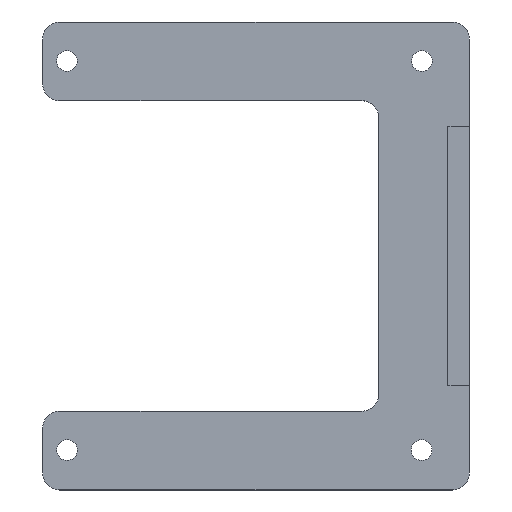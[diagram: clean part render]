
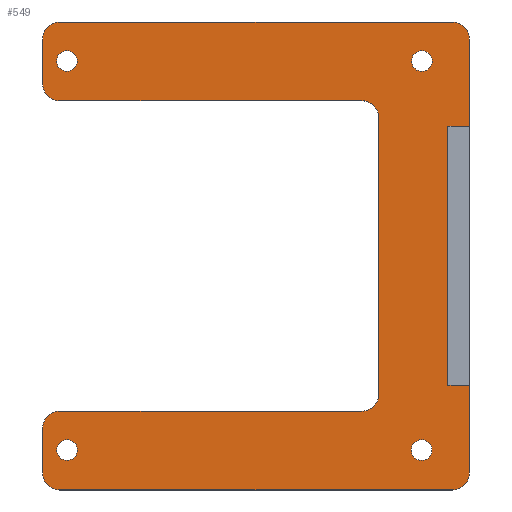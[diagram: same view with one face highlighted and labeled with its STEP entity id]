
A CAD part, top view. The second image highlights one B-rep face of the part: STEP entity #549.
In plain terms, the highlighted planar face has unit normal (0, 0, 1).
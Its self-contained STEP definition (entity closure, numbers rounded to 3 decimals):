
#19=FACE_BOUND('',#86,.T.);
#20=FACE_BOUND('',#87,.T.);
#21=FACE_BOUND('',#88,.T.);
#22=FACE_BOUND('',#89,.T.);
#31=PLANE('',#599);
#53=FACE_OUTER_BOUND('',#85,.T.);
#85=EDGE_LOOP('',(#431,#432,#433,#434,#435,#436,#437,#438,#439,#440,#441,
#442,#443,#444,#445,#446,#447,#448,#449,#450));
#86=EDGE_LOOP('',(#451));
#87=EDGE_LOOP('',(#452));
#88=EDGE_LOOP('',(#453));
#89=EDGE_LOOP('',(#454));
#117=LINE('',#826,#167);
#127=LINE('',#863,#177);
#131=LINE('',#874,#181);
#132=LINE('',#877,#182);
#133=LINE('',#881,#183);
#134=LINE('',#885,#184);
#135=LINE('',#887,#185);
#136=LINE('',#889,#186);
#137=LINE('',#891,#187);
#138=LINE('',#893,#188);
#139=LINE('',#897,#189);
#140=LINE('',#900,#190);
#167=VECTOR('',#665,10.);
#177=VECTOR('',#697,10.);
#181=VECTOR('',#711,10.);
#182=VECTOR('',#714,10.);
#183=VECTOR('',#717,10.);
#184=VECTOR('',#720,10.);
#185=VECTOR('',#721,10.);
#186=VECTOR('',#722,10.);
#187=VECTOR('',#723,10.);
#188=VECTOR('',#724,10.);
#189=VECTOR('',#727,10.);
#190=VECTOR('',#730,10.);
#209=CIRCLE('',#568,2.4);
#211=CIRCLE('',#571,2.4);
#213=CIRCLE('',#574,2.4);
#215=CIRCLE('',#577,2.4);
#217=CIRCLE('',#580,4.);
#226=CIRCLE('',#592,4.);
#227=CIRCLE('',#595,4.);
#228=CIRCLE('',#597,4.);
#229=CIRCLE('',#600,4.);
#230=CIRCLE('',#601,4.);
#231=CIRCLE('',#602,4.);
#232=CIRCLE('',#603,4.);
#237=VERTEX_POINT('',#789);
#239=VERTEX_POINT('',#795);
#241=VERTEX_POINT('',#801);
#243=VERTEX_POINT('',#807);
#245=VERTEX_POINT('',#813);
#246=VERTEX_POINT('',#814);
#250=VERTEX_POINT('',#824);
#264=VERTEX_POINT('',#856);
#265=VERTEX_POINT('',#858);
#266=VERTEX_POINT('',#862);
#267=VERTEX_POINT('',#866);
#268=VERTEX_POINT('',#870);
#269=VERTEX_POINT('',#876);
#270=VERTEX_POINT('',#878);
#271=VERTEX_POINT('',#880);
#272=VERTEX_POINT('',#882);
#273=VERTEX_POINT('',#884);
#274=VERTEX_POINT('',#886);
#275=VERTEX_POINT('',#888);
#276=VERTEX_POINT('',#890);
#277=VERTEX_POINT('',#892);
#278=VERTEX_POINT('',#894);
#279=VERTEX_POINT('',#896);
#280=VERTEX_POINT('',#898);
#289=EDGE_CURVE('',#237,#237,#209,.T.);
#292=EDGE_CURVE('',#239,#239,#211,.T.);
#295=EDGE_CURVE('',#241,#241,#213,.T.);
#298=EDGE_CURVE('',#243,#243,#215,.T.);
#301=EDGE_CURVE('',#245,#246,#217,.T.);
#307=EDGE_CURVE('',#245,#250,#117,.T.);
#323=EDGE_CURVE('',#264,#265,#226,.T.);
#325=EDGE_CURVE('',#266,#265,#127,.T.);
#327=EDGE_CURVE('',#267,#250,#227,.T.);
#329=EDGE_CURVE('',#266,#268,#228,.T.);
#331=EDGE_CURVE('',#267,#268,#131,.T.);
#332=EDGE_CURVE('',#269,#264,#132,.T.);
#333=EDGE_CURVE('',#270,#269,#229,.T.);
#334=EDGE_CURVE('',#270,#271,#133,.T.);
#335=EDGE_CURVE('',#272,#271,#230,.T.);
#336=EDGE_CURVE('',#273,#272,#134,.T.);
#337=EDGE_CURVE('',#274,#273,#135,.T.);
#338=EDGE_CURVE('',#275,#274,#136,.T.);
#339=EDGE_CURVE('',#275,#276,#137,.T.);
#340=EDGE_CURVE('',#277,#276,#138,.T.);
#341=EDGE_CURVE('',#278,#277,#231,.T.);
#342=EDGE_CURVE('',#278,#279,#139,.T.);
#343=EDGE_CURVE('',#280,#279,#232,.T.);
#344=EDGE_CURVE('',#246,#280,#140,.T.);
#431=ORIENTED_EDGE('',*,*,#301,.F.);
#432=ORIENTED_EDGE('',*,*,#307,.T.);
#433=ORIENTED_EDGE('',*,*,#327,.F.);
#434=ORIENTED_EDGE('',*,*,#331,.T.);
#435=ORIENTED_EDGE('',*,*,#329,.F.);
#436=ORIENTED_EDGE('',*,*,#325,.T.);
#437=ORIENTED_EDGE('',*,*,#323,.F.);
#438=ORIENTED_EDGE('',*,*,#332,.F.);
#439=ORIENTED_EDGE('',*,*,#333,.F.);
#440=ORIENTED_EDGE('',*,*,#334,.T.);
#441=ORIENTED_EDGE('',*,*,#335,.F.);
#442=ORIENTED_EDGE('',*,*,#336,.F.);
#443=ORIENTED_EDGE('',*,*,#337,.F.);
#444=ORIENTED_EDGE('',*,*,#338,.F.);
#445=ORIENTED_EDGE('',*,*,#339,.T.);
#446=ORIENTED_EDGE('',*,*,#340,.F.);
#447=ORIENTED_EDGE('',*,*,#341,.F.);
#448=ORIENTED_EDGE('',*,*,#342,.T.);
#449=ORIENTED_EDGE('',*,*,#343,.F.);
#450=ORIENTED_EDGE('',*,*,#344,.F.);
#451=ORIENTED_EDGE('',*,*,#289,.T.);
#452=ORIENTED_EDGE('',*,*,#292,.T.);
#453=ORIENTED_EDGE('',*,*,#295,.T.);
#454=ORIENTED_EDGE('',*,*,#298,.T.);
#549=ADVANCED_FACE('',(#53,#19,#20,#21,#22),#31,.F.);
#568=AXIS2_PLACEMENT_3D('',#790,#627,#628);
#571=AXIS2_PLACEMENT_3D('',#796,#634,#635);
#574=AXIS2_PLACEMENT_3D('',#802,#641,#642);
#577=AXIS2_PLACEMENT_3D('',#808,#648,#649);
#580=AXIS2_PLACEMENT_3D('',#815,#655,#656);
#592=AXIS2_PLACEMENT_3D('',#859,#692,#693);
#595=AXIS2_PLACEMENT_3D('',#867,#701,#702);
#597=AXIS2_PLACEMENT_3D('',#871,#706,#707);
#599=AXIS2_PLACEMENT_3D('',#875,#712,#713);
#600=AXIS2_PLACEMENT_3D('',#879,#715,#716);
#601=AXIS2_PLACEMENT_3D('',#883,#718,#719);
#602=AXIS2_PLACEMENT_3D('',#895,#725,#726);
#603=AXIS2_PLACEMENT_3D('',#899,#728,#729);
#627=DIRECTION('center_axis',(0.,0.,-1.));
#628=DIRECTION('ref_axis',(1.,0.,0.));
#634=DIRECTION('center_axis',(0.,0.,-1.));
#635=DIRECTION('ref_axis',(1.,0.,0.));
#641=DIRECTION('center_axis',(0.,0.,-1.));
#642=DIRECTION('ref_axis',(1.,0.,0.));
#648=DIRECTION('center_axis',(0.,0.,-1.));
#649=DIRECTION('ref_axis',(1.,0.,0.));
#655=DIRECTION('center_axis',(0.,0.,-1.));
#656=DIRECTION('ref_axis',(-0.707,-0.707,0.));
#665=DIRECTION('',(1.,0.,0.));
#692=DIRECTION('center_axis',(0.,0.,-1.));
#693=DIRECTION('ref_axis',(-0.707,0.707,0.));
#697=DIRECTION('',(-1.,0.,0.));
#701=DIRECTION('center_axis',(0.,0.,1.));
#702=DIRECTION('ref_axis',(0.707,0.707,0.));
#706=DIRECTION('center_axis',(0.,0.,1.));
#707=DIRECTION('ref_axis',(0.707,-0.707,0.));
#711=DIRECTION('',(0.,-1.,0.));
#712=DIRECTION('center_axis',(0.,0.,-1.));
#713=DIRECTION('ref_axis',(1.,0.,0.));
#714=DIRECTION('',(0.,1.,0.));
#715=DIRECTION('center_axis',(0.,0.,-1.));
#716=DIRECTION('ref_axis',(-0.707,-0.707,0.));
#717=DIRECTION('',(1.,0.,0.));
#718=DIRECTION('center_axis',(0.,0.,-1.));
#719=DIRECTION('ref_axis',(0.707,-0.707,0.));
#720=DIRECTION('',(0.,-1.,0.));
#721=DIRECTION('',(1.,0.,0.));
#722=DIRECTION('',(0.,-1.,0.));
#723=DIRECTION('',(1.,0.,0.));
#724=DIRECTION('',(0.,-1.,0.));
#725=DIRECTION('center_axis',(0.,0.,-1.));
#726=DIRECTION('ref_axis',(0.707,0.707,0.));
#727=DIRECTION('',(-1.,0.,0.));
#728=DIRECTION('center_axis',(0.,0.,-1.));
#729=DIRECTION('ref_axis',(-0.707,0.707,0.));
#730=DIRECTION('',(0.,1.,0.));
#789=CARTESIAN_POINT('',(-6.047,-93.397,0.));
#790=CARTESIAN_POINT('Origin',(-3.647,-93.397,0.));
#795=CARTESIAN_POINT('',(-88.281,-3.188,0.));
#796=CARTESIAN_POINT('Origin',(-85.881,-3.188,0.));
#801=CARTESIAN_POINT('',(-5.991,-3.196,0.));
#802=CARTESIAN_POINT('Origin',(-3.591,-3.196,0.));
#807=CARTESIAN_POINT('',(-88.23,-93.399,0.));
#808=CARTESIAN_POINT('Origin',(-85.83,-93.399,0.));
#813=CARTESIAN_POINT('',(-87.535,-12.39,0.));
#814=CARTESIAN_POINT('',(-91.535,-8.39,0.));
#815=CARTESIAN_POINT('Origin',(-87.535,-8.39,0.));
#824=CARTESIAN_POINT('',(-17.535,-12.39,0.));
#826=CARTESIAN_POINT('',(-68.035,-12.39,0.));
#856=CARTESIAN_POINT('',(-91.535,-88.39,0.));
#858=CARTESIAN_POINT('',(-87.535,-84.39,0.));
#859=CARTESIAN_POINT('Origin',(-87.535,-88.39,0.));
#862=CARTESIAN_POINT('',(-17.535,-84.39,0.));
#863=CARTESIAN_POINT('',(-29.035,-84.39,0.));
#866=CARTESIAN_POINT('',(-13.535,-16.39,0.));
#867=CARTESIAN_POINT('Origin',(-17.535,-16.39,0.));
#870=CARTESIAN_POINT('',(-13.535,-80.39,0.));
#871=CARTESIAN_POINT('Origin',(-17.535,-80.39,0.));
#874=CARTESIAN_POINT('',(-13.535,-30.39,0.));
#875=CARTESIAN_POINT('Origin',(-44.535,-48.39,0.));
#876=CARTESIAN_POINT('',(-91.535,-98.64,0.));
#877=CARTESIAN_POINT('',(-91.535,5.86,0.));
#878=CARTESIAN_POINT('',(-87.535,-102.64,0.));
#879=CARTESIAN_POINT('Origin',(-87.535,-98.64,0.));
#880=CARTESIAN_POINT('',(3.465,-102.64,0.));
#881=CARTESIAN_POINT('',(0.465,-102.64,0.));
#882=CARTESIAN_POINT('',(7.465,-98.64,0.));
#883=CARTESIAN_POINT('Origin',(3.465,-98.64,0.));
#884=CARTESIAN_POINT('',(7.465,-78.39,0.));
#885=CARTESIAN_POINT('',(7.465,5.86,0.));
#886=CARTESIAN_POINT('',(2.465,-78.39,0.));
#887=CARTESIAN_POINT('',(2.465,-78.39,0.));
#888=CARTESIAN_POINT('',(2.465,-18.39,0.));
#889=CARTESIAN_POINT('',(2.465,-102.64,0.));
#890=CARTESIAN_POINT('',(7.465,-18.39,0.));
#891=CARTESIAN_POINT('',(2.465,-18.39,0.));
#892=CARTESIAN_POINT('',(7.465,1.86,0.));
#893=CARTESIAN_POINT('',(7.465,5.86,0.));
#894=CARTESIAN_POINT('',(3.465,5.86,0.));
#895=CARTESIAN_POINT('Origin',(3.465,1.86,0.));
#896=CARTESIAN_POINT('',(-87.535,5.86,0.));
#897=CARTESIAN_POINT('',(0.465,5.86,0.));
#898=CARTESIAN_POINT('',(-91.535,1.86,0.));
#899=CARTESIAN_POINT('Origin',(-87.535,1.86,0.));
#900=CARTESIAN_POINT('',(-91.535,5.86,0.));
